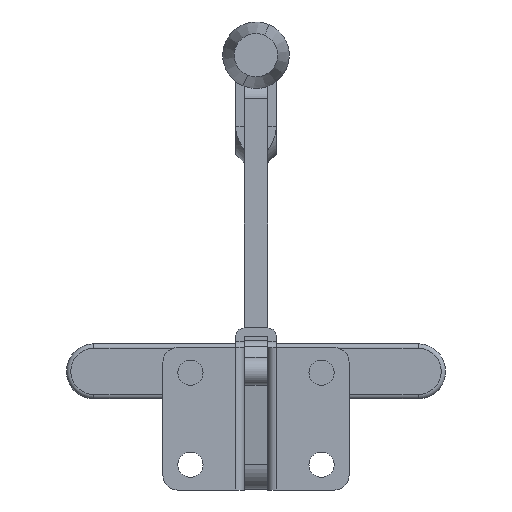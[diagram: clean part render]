
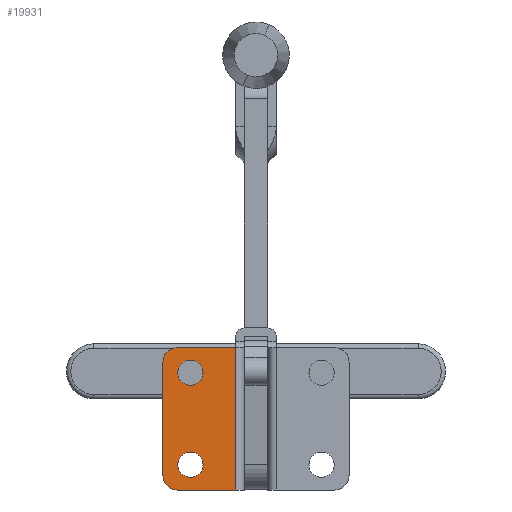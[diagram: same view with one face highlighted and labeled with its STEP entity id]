
A CAD part, front view. The second image highlights one B-rep face of the part: STEP entity #19931.
In plain terms, the highlighted planar face has unit normal (0, -1, 0).
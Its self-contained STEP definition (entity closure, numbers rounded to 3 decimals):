
#8427 = VERTEX_POINT ( 'NONE', #32674 ) ;
#8492 = VERTEX_POINT ( 'NONE', #32673 ) ;
#8763 = EDGE_CURVE ( 'NONE', #8796, #8890, #32660, .T. ) ;
#8796 = VERTEX_POINT ( 'NONE', #32808 ) ;
#8890 = VERTEX_POINT ( 'NONE', #32727 ) ;
#8902 = VERTEX_POINT ( 'NONE', #32611 ) ;
#9170 = EDGE_CURVE ( 'NONE', #8492, #8427, #32982, .T. ) ;
#9218 = EDGE_CURVE ( 'NONE', #9225, #8902, #33105, .T. ) ;
#9225 = VERTEX_POINT ( 'NONE', #33073 ) ;
#18199 = CARTESIAN_POINT ( 'NONE',  ( -32.15, 0., 5. ) ) ;
#18207 = CARTESIAN_POINT ( 'NONE',  ( -32.15, 0., 44.2 ) ) ;
#18221 = DIRECTION ( 'NONE',  ( 0., 0., 1. ) ) ;
#18222 = VECTOR ( 'NONE', #18221, 1000. ) ;
#18223 = CARTESIAN_POINT ( 'NONE',  ( -7., 0., 56. ) ) ;
#18224 = LINE ( 'NONE', #18223, #18222 ) ;
#18246 = DIRECTION ( 'NONE',  ( 0., 0., -1. ) ) ;
#18247 = DIRECTION ( 'NONE',  ( 0., -1., 0. ) ) ;
#18248 = CARTESIAN_POINT ( 'NONE',  ( -22.65, 0., 40.5 ) ) ;
#18249 = AXIS2_PLACEMENT_3D ( 'NONE', #18248, #18247, #18246 ) ;
#18250 = CIRCLE ( 'NONE', #18249, 4.35 ) ;
#18380 = DIRECTION ( 'NONE',  ( 0., 0., -1. ) ) ;
#18381 = VECTOR ( 'NONE', #18380, 1000. ) ;
#18382 = CARTESIAN_POINT ( 'NONE',  ( -32.15, 0., 56. ) ) ;
#18383 = LINE ( 'NONE', #18382, #18381 ) ;
#18417 = DIRECTION ( 'NONE',  ( 0., 0., -1. ) ) ;
#18418 = DIRECTION ( 'NONE',  ( 0., -1., 0. ) ) ;
#18419 = CARTESIAN_POINT ( 'NONE',  ( -22.65, 0., 8.7 ) ) ;
#18420 = AXIS2_PLACEMENT_3D ( 'NONE', #18419, #18418, #18417 ) ;
#18421 = CIRCLE ( 'NONE', #18420, 4.35 ) ;
#18431 = DIRECTION ( 'NONE',  ( -1., 0., 0. ) ) ;
#18432 = DIRECTION ( 'NONE',  ( 0., 1., 0. ) ) ;
#18433 = AXIS2_PLACEMENT_3D ( 'NONE', #18435, #18432, #18431 ) ;
#18434 = CARTESIAN_POINT ( 'NONE',  ( -27.15, 0., 5. ) ) ;
#18435 = CARTESIAN_POINT ( 'NONE',  ( -4., 0., 56. ) ) ;
#18436 = PLANE ( 'NONE',  #18433 ) ;
#18437 = FACE_OUTER_BOUND ( 'NONE', #19800, .T. ) ;
#18438 = FACE_BOUND ( 'NONE', #19811, .T. ) ;
#18439 = FACE_BOUND ( 'NONE', #19882, .T. ) ;
#18446 = DIRECTION ( 'NONE',  ( 1., 0., 0. ) ) ;
#18447 = VECTOR ( 'NONE', #18446, 1000. ) ;
#18448 = CARTESIAN_POINT ( 'NONE',  ( -32.15, 0., 49.2 ) ) ;
#18449 = LINE ( 'NONE', #18448, #18447 ) ;
#18481 = DIRECTION ( 'NONE',  ( -1., 0., 0. ) ) ;
#18482 = DIRECTION ( 'NONE',  ( 0., -1., 0. ) ) ;
#18483 = CARTESIAN_POINT ( 'NONE',  ( -27.15, 0., 44.2 ) ) ;
#18484 = AXIS2_PLACEMENT_3D ( 'NONE', #18483, #18482, #18481 ) ;
#18485 = CIRCLE ( 'NONE', #18484, 5. ) ;
#18487 = DIRECTION ( 'NONE',  ( -1., 0., 0. ) ) ;
#18488 = DIRECTION ( 'NONE',  ( 0., -1., 0. ) ) ;
#18489 = AXIS2_PLACEMENT_3D ( 'NONE', #18434, #18488, #18487 ) ;
#18490 = CIRCLE ( 'NONE', #18489, 5. ) ;
#19752 = VERTEX_POINT ( 'NONE', #29359 ) ;
#19754 = VERTEX_POINT ( 'NONE', #29352 ) ;
#19787 = EDGE_CURVE ( 'NONE', #8902, #19754, #18224, .T. ) ;
#19792 = VERTEX_POINT ( 'NONE', #18207 ) ;
#19797 = VERTEX_POINT ( 'NONE', #18199 ) ;
#19799 = EDGE_CURVE ( 'NONE', #8890, #8796, #18250, .T. ) ;
#19800 = EDGE_LOOP ( 'NONE', ( #19917, #19883, #19903, #19806, #19928, #19926 ) ) ;
#19806 = ORIENTED_EDGE ( 'NONE', *, *, #19932, .T. ) ;
#19811 = EDGE_LOOP ( 'NONE', ( #19930, #19916 ) ) ;
#19882 = EDGE_LOOP ( 'NONE', ( #19921, #19900 ) ) ;
#19883 = ORIENTED_EDGE ( 'NONE', *, *, #19935, .T. ) ;
#19889 = EDGE_CURVE ( 'NONE', #19792, #19797, #18383, .T. ) ;
#19900 = ORIENTED_EDGE ( 'NONE', *, *, #9170, .F. ) ;
#19901 = EDGE_CURVE ( 'NONE', #8427, #8492, #18421, .T. ) ;
#19903 = ORIENTED_EDGE ( 'NONE', *, *, #19889, .T. ) ;
#19916 = ORIENTED_EDGE ( 'NONE', *, *, #8763, .F. ) ;
#19917 = ORIENTED_EDGE ( 'NONE', *, *, #19923, .F. ) ;
#19921 = ORIENTED_EDGE ( 'NONE', *, *, #19901, .F. ) ;
#19923 = EDGE_CURVE ( 'NONE', #19752, #19754, #18449, .T. ) ;
#19926 = ORIENTED_EDGE ( 'NONE', *, *, #19787, .T. ) ;
#19928 = ORIENTED_EDGE ( 'NONE', *, *, #9218, .T. ) ;
#19930 = ORIENTED_EDGE ( 'NONE', *, *, #19799, .F. ) ;
#19931 = ADVANCED_FACE ( 'NONE', ( #18439, #18438, #18437 ), #18436, .F. ) ;
#19932 = EDGE_CURVE ( 'NONE', #19797, #9225, #18490, .T. ) ;
#19935 = EDGE_CURVE ( 'NONE', #19752, #19792, #18485, .T. ) ;
#29352 = CARTESIAN_POINT ( 'NONE',  ( -7., 0., 49.2 ) ) ;
#29359 = CARTESIAN_POINT ( 'NONE',  ( -27.15, 0., 49.2 ) ) ;
#32611 = CARTESIAN_POINT ( 'NONE',  ( -7., 0., 0. ) ) ;
#32657 = DIRECTION ( 'NONE',  ( 0., -1., 0. ) ) ;
#32658 = CARTESIAN_POINT ( 'NONE',  ( -22.65, 0., 40.5 ) ) ;
#32659 = AXIS2_PLACEMENT_3D ( 'NONE', #32658, #32657, #32809 ) ;
#32660 = CIRCLE ( 'NONE', #32659, 4.35 ) ;
#32673 = CARTESIAN_POINT ( 'NONE',  ( -22.65, 0., 13.05 ) ) ;
#32674 = CARTESIAN_POINT ( 'NONE',  ( -22.65, 0., 4.35 ) ) ;
#32727 = CARTESIAN_POINT ( 'NONE',  ( -22.65, 0., 36.15 ) ) ;
#32808 = CARTESIAN_POINT ( 'NONE',  ( -22.65, 0., 44.85 ) ) ;
#32809 = DIRECTION ( 'NONE',  ( 0., 0., -1. ) ) ;
#32978 = DIRECTION ( 'NONE',  ( 0., 0., -1. ) ) ;
#32979 = DIRECTION ( 'NONE',  ( 0., -1., 0. ) ) ;
#32980 = CARTESIAN_POINT ( 'NONE',  ( -22.65, 0., 8.7 ) ) ;
#32981 = AXIS2_PLACEMENT_3D ( 'NONE', #32980, #32979, #32978 ) ;
#32982 = CIRCLE ( 'NONE', #32981, 4.35 ) ;
#33073 = CARTESIAN_POINT ( 'NONE',  ( -27.15, 0., 0. ) ) ;
#33103 = VECTOR ( 'NONE', #33130, 1000. ) ;
#33104 = CARTESIAN_POINT ( 'NONE',  ( -4., 0., 0. ) ) ;
#33105 = LINE ( 'NONE', #33104, #33103 ) ;
#33130 = DIRECTION ( 'NONE',  ( 1., 0., 0. ) ) ;
